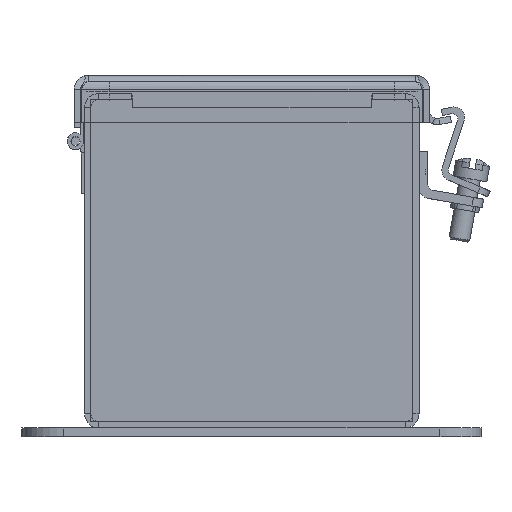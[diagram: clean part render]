
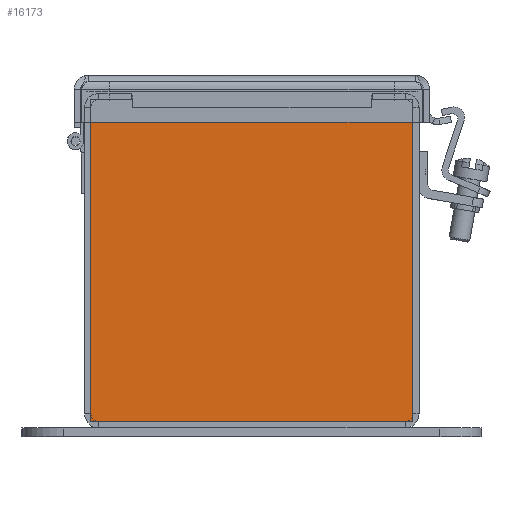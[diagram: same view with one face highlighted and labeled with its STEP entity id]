
A CAD part, left-side view. The second image highlights one B-rep face of the part: STEP entity #16173.
In plain terms, the highlighted face is planar.
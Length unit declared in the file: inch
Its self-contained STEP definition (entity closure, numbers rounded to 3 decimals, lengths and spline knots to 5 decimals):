
#492=PLANE('',#17222);
#997=FACE_OUTER_BOUND('',#1812,.T.);
#1812=EDGE_LOOP('',(#10702,#10703,#10704,#10705,#10706,#10707,#10708,#10709,
#10710,#10711,#10712,#10713));
#3499=LINE('',#23328,#5143);
#3514=LINE('',#23364,#5158);
#3517=LINE('',#23371,#5161);
#3521=LINE('',#23378,#5165);
#3523=LINE('',#23382,#5167);
#3524=LINE('',#23384,#5168);
#3525=LINE('',#23386,#5169);
#3526=LINE('',#23388,#5170);
#3527=LINE('',#23390,#5171);
#3528=LINE('',#23392,#5172);
#3529=LINE('',#23394,#5173);
#3530=LINE('',#23395,#5174);
#5143=VECTOR('',#18785,0.3937);
#5158=VECTOR('',#18824,0.3937);
#5161=VECTOR('',#18829,0.3937);
#5165=VECTOR('',#18835,0.3937);
#5167=VECTOR('',#18839,0.3937);
#5168=VECTOR('',#18840,0.3937);
#5169=VECTOR('',#18841,0.3937);
#5170=VECTOR('',#18842,0.3937);
#5171=VECTOR('',#18843,0.3937);
#5172=VECTOR('',#18844,0.3937);
#5173=VECTOR('',#18845,0.3937);
#5174=VECTOR('',#18846,0.3937);
#6768=VERTEX_POINT('',#23325);
#6769=VERTEX_POINT('',#23327);
#6778=VERTEX_POINT('',#23363);
#6780=VERTEX_POINT('',#23369);
#6781=VERTEX_POINT('',#23370);
#6784=VERTEX_POINT('',#23381);
#6785=VERTEX_POINT('',#23383);
#6786=VERTEX_POINT('',#23385);
#6787=VERTEX_POINT('',#23387);
#6788=VERTEX_POINT('',#23389);
#6789=VERTEX_POINT('',#23391);
#6790=VERTEX_POINT('',#23393);
#8298=EDGE_CURVE('',#6769,#6768,#3499,.T.);
#8316=EDGE_CURVE('',#6778,#6769,#3514,.T.);
#8319=EDGE_CURVE('',#6780,#6781,#3517,.T.);
#8323=EDGE_CURVE('',#6781,#6778,#3521,.T.);
#8325=EDGE_CURVE('',#6768,#6784,#3523,.T.);
#8326=EDGE_CURVE('',#6784,#6785,#3524,.T.);
#8327=EDGE_CURVE('',#6785,#6786,#3525,.T.);
#8328=EDGE_CURVE('',#6786,#6787,#3526,.T.);
#8329=EDGE_CURVE('',#6787,#6788,#3527,.T.);
#8330=EDGE_CURVE('',#6788,#6789,#3528,.T.);
#8331=EDGE_CURVE('',#6789,#6790,#3529,.T.);
#8332=EDGE_CURVE('',#6790,#6780,#3530,.T.);
#10702=ORIENTED_EDGE('',*,*,#8319,.T.);
#10703=ORIENTED_EDGE('',*,*,#8323,.T.);
#10704=ORIENTED_EDGE('',*,*,#8316,.T.);
#10705=ORIENTED_EDGE('',*,*,#8298,.T.);
#10706=ORIENTED_EDGE('',*,*,#8325,.T.);
#10707=ORIENTED_EDGE('',*,*,#8326,.T.);
#10708=ORIENTED_EDGE('',*,*,#8327,.T.);
#10709=ORIENTED_EDGE('',*,*,#8328,.T.);
#10710=ORIENTED_EDGE('',*,*,#8329,.T.);
#10711=ORIENTED_EDGE('',*,*,#8330,.T.);
#10712=ORIENTED_EDGE('',*,*,#8331,.T.);
#10713=ORIENTED_EDGE('',*,*,#8332,.T.);
#16173=ADVANCED_FACE('',(#997),#492,.F.);
#17222=AXIS2_PLACEMENT_3D('',#23380,#18837,#18838);
#18785=DIRECTION('',(1.,0.,0.));
#18824=DIRECTION('',(0.,1.,0.));
#18829=DIRECTION('',(0.,-1.,0.));
#18835=DIRECTION('',(1.,0.,0.));
#18837=DIRECTION('center_axis',(0.,0.,1.));
#18838=DIRECTION('ref_axis',(1.,0.,0.));
#18839=DIRECTION('',(0.,-1.,0.));
#18840=DIRECTION('',(1.,0.,0.));
#18841=DIRECTION('',(0.,1.,0.));
#18842=DIRECTION('',(1.,0.,0.));
#18843=DIRECTION('',(0.,-1.,0.));
#18844=DIRECTION('',(-1.,0.,0.));
#18845=DIRECTION('',(0.,1.,0.));
#18846=DIRECTION('',(1.,0.,0.));
#23325=CARTESIAN_POINT('',(1.4275,1.83225,0.));
#23327=CARTESIAN_POINT('',(-1.4275,1.83225,0.));
#23328=CARTESIAN_POINT('',(-0.71375,1.83225,0.));
#23363=CARTESIAN_POINT('',(-1.4275,1.83205,0.));
#23364=CARTESIAN_POINT('',(-1.4275,0.91602,0.));
#23369=CARTESIAN_POINT('',(-1.4277,1.926,0.));
#23370=CARTESIAN_POINT('',(-1.4277,1.83205,0.));
#23371=CARTESIAN_POINT('',(-1.4277,0.963,0.));
#23378=CARTESIAN_POINT('',(-0.71385,1.83205,0.));
#23380=CARTESIAN_POINT('Origin',(0.,0.,
0.));
#23381=CARTESIAN_POINT('',(1.4275,1.83205,0.));
#23382=CARTESIAN_POINT('',(1.4275,0.963,0.));
#23383=CARTESIAN_POINT('',(1.4277,1.83205,0.));
#23384=CARTESIAN_POINT('',(0.71375,1.83205,0.));
#23385=CARTESIAN_POINT('',(1.4277,1.926,0.));
#23386=CARTESIAN_POINT('',(1.4277,0.91603,0.));
#23387=CARTESIAN_POINT('',(1.926,1.926,0.));
#23388=CARTESIAN_POINT('',(-1.926,1.926,0.));
#23389=CARTESIAN_POINT('',(1.926,-1.926,0.));
#23390=CARTESIAN_POINT('',(1.926,1.926,0.));
#23391=CARTESIAN_POINT('',(-1.926,-1.926,0.));
#23392=CARTESIAN_POINT('',(1.926,-1.926,0.));
#23393=CARTESIAN_POINT('',(-1.926,1.926,0.));
#23394=CARTESIAN_POINT('',(-1.926,-1.926,0.));
#23395=CARTESIAN_POINT('',(-1.926,1.926,0.));
